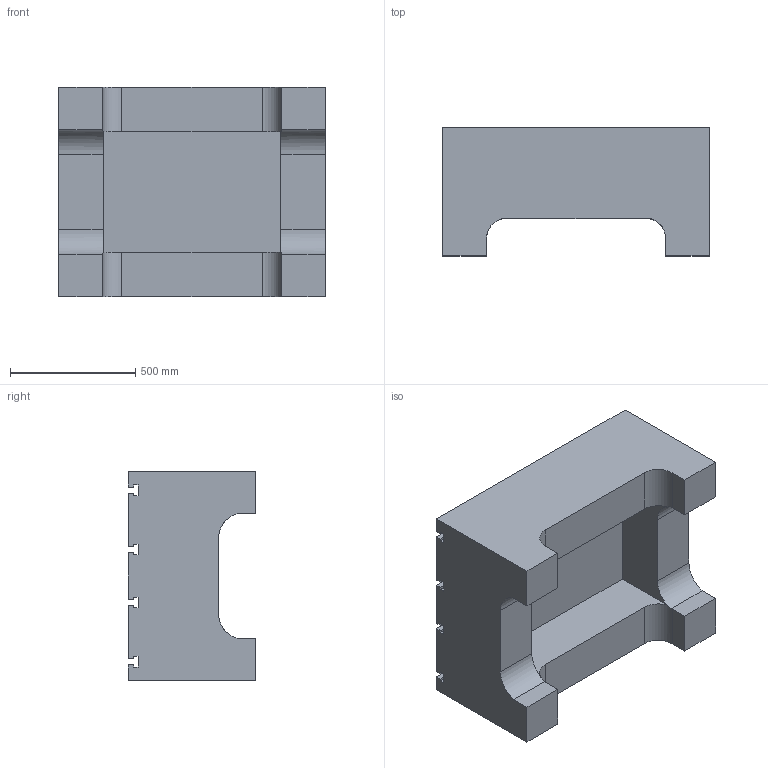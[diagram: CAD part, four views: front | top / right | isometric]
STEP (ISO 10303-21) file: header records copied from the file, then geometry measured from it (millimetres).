
FILE_DESCRIPTION((''),'2;1');
FILE_NAME('ISOLATION_BED','2022-03-01T14:53:04',('wshq'),(''),'CREO PARAMETRIC BY PTC INC, 2020281','CREO PARAMETRIC BY PTC INC, 2020281','');
FILE_SCHEMA(('CONFIG_CONTROL_DESIGN'));
Length unit declared in the file: millimetre
Products named in the file (1): ISOLATION_BED
Bounding box: 1065 x 511 x 836 mm (x, y, z)
Volume: 267841072.2 mm3; surface area: 4491728.3 mm2
Topology: 1 solids, 1 shells, 66 faces, 192 edges, 128 vertices
Faces by surface type: plane 58, cylinder 8
Entity records: 2200 total; most frequent: CARTESIAN_POINT 400, ORIENTED_EDGE 384, DIRECTION 340, EDGE_CURVE 192, VECTOR 168, LINE 168, VERTEX_POINT 128, AXIS2_PLACEMENT_3D 86
